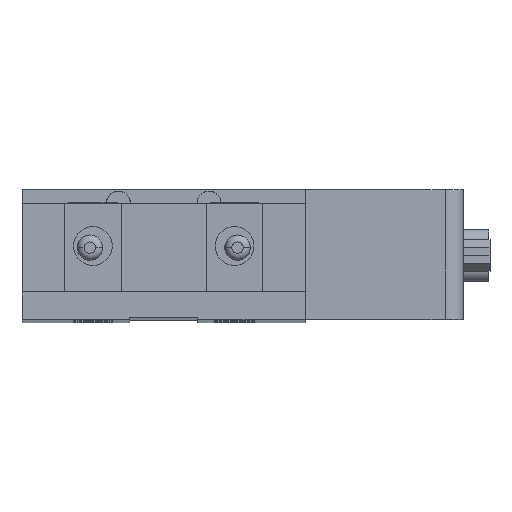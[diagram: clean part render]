
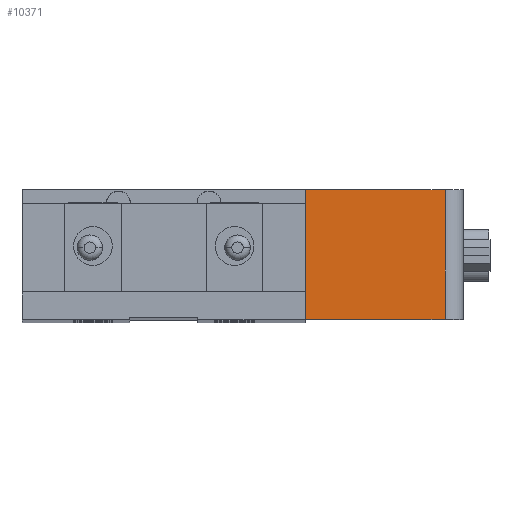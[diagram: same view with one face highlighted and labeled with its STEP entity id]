
A CAD part, top view. The second image highlights one B-rep face of the part: STEP entity #10371.
In plain terms, the highlighted planar face has unit normal (0, 0, 1).
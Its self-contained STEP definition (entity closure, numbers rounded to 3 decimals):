
#1273 = EDGE_CURVE ( 'NONE', #15587, #6457, #4578, .T. ) ;
#1784 = DIRECTION ( 'NONE',  ( 0., 0., 1. ) ) ;
#2386 = CARTESIAN_POINT ( 'NONE',  ( 13.575, 10.4, 18.5 ) ) ;
#3042 = LINE ( 'NONE', #8881, #5895 ) ;
#3171 = AXIS2_PLACEMENT_3D ( 'NONE', #3511, #1784, #9248 ) ;
#3511 = CARTESIAN_POINT ( 'NONE',  ( 43.41, -12.5, 18.5 ) ) ;
#4096 = DIRECTION ( 'NONE',  ( 0., 1., 0. ) ) ;
#4274 = EDGE_LOOP ( 'NONE', ( #13075, #18040, #9611, #11604 ) ) ;
#4578 = LINE ( 'NONE', #10422, #7029 ) ;
#5593 = VECTOR ( 'NONE', #4096, 1000. ) ;
#5895 = VECTOR ( 'NONE', #6014, 1000. ) ;
#6014 = DIRECTION ( 'NONE',  ( 0., -1., 0. ) ) ;
#6457 = VERTEX_POINT ( 'NONE', #13017 ) ;
#6960 = LINE ( 'NONE', #17308, #5593 ) ;
#7029 = VECTOR ( 'NONE', #7261, 1000. ) ;
#7166 = EDGE_CURVE ( 'NONE', #7223, #15878, #16517, .T. ) ;
#7223 = VERTEX_POINT ( 'NONE', #9720 ) ;
#7261 = DIRECTION ( 'NONE',  ( 1., 0., 0. ) ) ;
#8881 = CARTESIAN_POINT ( 'NONE',  ( 13.575, -12.5, 18.5 ) ) ;
#9248 = DIRECTION ( 'NONE',  ( 1., 0., 0. ) ) ;
#9611 = ORIENTED_EDGE ( 'NONE', *, *, #7166, .T. ) ;
#9720 = CARTESIAN_POINT ( 'NONE',  ( 13.575, -12.5, 18.5 ) ) ;
#10371 = ADVANCED_FACE ( 'NONE', ( #14985 ), #10883, .T. ) ;
#10422 = CARTESIAN_POINT ( 'NONE',  ( 43.41, 10.4, 18.5 ) ) ;
#10883 = PLANE ( 'NONE',  #3171 ) ;
#11073 = VECTOR ( 'NONE', #13952, 1000. ) ;
#11164 = CARTESIAN_POINT ( 'NONE',  ( 43.41, -12.5, 18.5 ) ) ;
#11604 = ORIENTED_EDGE ( 'NONE', *, *, #14938, .T. ) ;
#12134 = CARTESIAN_POINT ( 'NONE',  ( 49.635, -12.5, 18.5 ) ) ;
#13017 = CARTESIAN_POINT ( 'NONE',  ( 49.635, 10.4, 18.5 ) ) ;
#13075 = ORIENTED_EDGE ( 'NONE', *, *, #1273, .F. ) ;
#13952 = DIRECTION ( 'NONE',  ( 1., 0., 0. ) ) ;
#14708 = EDGE_CURVE ( 'NONE', #15587, #7223, #3042, .T. ) ;
#14938 = EDGE_CURVE ( 'NONE', #15878, #6457, #6960, .T. ) ;
#14985 = FACE_OUTER_BOUND ( 'NONE', #4274, .T. ) ;
#15587 = VERTEX_POINT ( 'NONE', #2386 ) ;
#15878 = VERTEX_POINT ( 'NONE', #12134 ) ;
#16517 = LINE ( 'NONE', #11164, #11073 ) ;
#17308 = CARTESIAN_POINT ( 'NONE',  ( 49.635, -12.5, 18.5 ) ) ;
#18040 = ORIENTED_EDGE ( 'NONE', *, *, #14708, .T. ) ;
